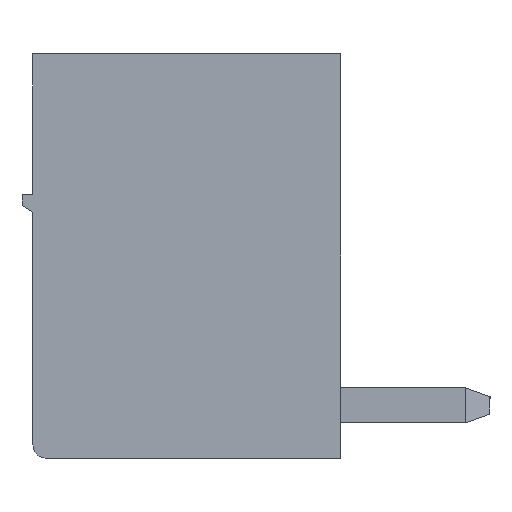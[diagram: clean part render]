
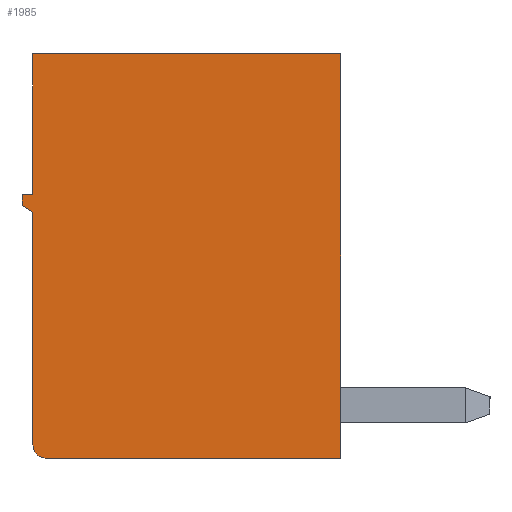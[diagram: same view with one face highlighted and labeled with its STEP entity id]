
A CAD part, left-side view. The second image highlights one B-rep face of the part: STEP entity #1985.
In plain terms, the highlighted planar face has unit normal (-1, 0, 0).
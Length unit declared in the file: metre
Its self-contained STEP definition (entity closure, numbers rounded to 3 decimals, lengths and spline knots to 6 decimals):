
#1985=ADVANCED_FACE('',(#5008),#5009,.T.);
#5008=FACE_OUTER_BOUND('',#9100,.T.);
#5009=PLANE('',#9101);
#9100=EDGE_LOOP('',(#15602,#15603,#15604,#15605,#15606,#15607,#15608,#15609,#15610));
#9101=AXIS2_PLACEMENT_3D('',#15611,#15612,#15613);
#15602=ORIENTED_EDGE('',*,*,#24554,.T.);
#15603=ORIENTED_EDGE('',*,*,#24550,.T.);
#15604=ORIENTED_EDGE('',*,*,#24546,.T.);
#15605=ORIENTED_EDGE('',*,*,#24542,.F.);
#15606=ORIENTED_EDGE('',*,*,#24558,.T.);
#15607=ORIENTED_EDGE('',*,*,#24562,.T.);
#15608=ORIENTED_EDGE('',*,*,#24603,.T.);
#15609=ORIENTED_EDGE('',*,*,#24869,.F.);
#15610=ORIENTED_EDGE('',*,*,#24920,.T.);
#15611=CARTESIAN_POINT('',(-1.087027,0.00436,0.000933));
#15612=DIRECTION('',(-1.0,0.0,0.0));
#15613=DIRECTION('',(0.0,0.0,1.0));
#24542=EDGE_CURVE('',#29402,#29398,#29404,.T.);
#24546=EDGE_CURVE('',#29407,#29398,#29410,.T.);
#24550=EDGE_CURVE('',#29413,#29407,#29416,.T.);
#24554=EDGE_CURVE('',#29419,#29413,#29422,.T.);
#24558=EDGE_CURVE('',#29402,#29426,#29428,.T.);
#24562=EDGE_CURVE('',#29426,#29432,#29434,.T.);
#24603=EDGE_CURVE('',#29432,#29511,#29513,.T.);
#24869=EDGE_CURVE('',#30007,#29511,#30009,.T.);
#24920=EDGE_CURVE('',#30007,#29419,#30092,.T.);
#29398=VERTEX_POINT('',#36515);
#29402=VERTEX_POINT('',#36521);
#29404=LINE('',#36524,#36525);
#29407=VERTEX_POINT('',#36528);
#29410=LINE('',#36533,#36534);
#29413=VERTEX_POINT('',#36537);
#29416=LINE('',#36542,#36543);
#29419=VERTEX_POINT('',#36546);
#29422=LINE('',#36551,#36552);
#29426=VERTEX_POINT('',#36557);
#29428=LINE('',#36560,#36561);
#29432=VERTEX_POINT('',#36565);
#29434=CIRCLE('',#36568,0.0003);
#29511=VERTEX_POINT('',#36683);
#29513=LINE('',#36686,#36687);
#30007=VERTEX_POINT('',#37428);
#30009=LINE('',#37431,#37432);
#30092=LINE('',#37553,#37554);
#36515=CARTESIAN_POINT('',(-1.087027,0.01111,-0.002517));
#36521=CARTESIAN_POINT('',(-1.087027,0.01086,-0.002667));
#36524=CARTESIAN_POINT('',(-1.087027,0.010852,-0.002672));
#36525=VECTOR('',#46615,1.0);
#36528=CARTESIAN_POINT('',(-1.087027,0.01111,-0.002267));
#36533=CARTESIAN_POINT('',(-1.087027,0.01111,-0.002267));
#36534=VECTOR('',#46618,1.0);
#36537=CARTESIAN_POINT('',(-1.087027,0.01086,-0.002267));
#36542=CARTESIAN_POINT('',(-1.087027,0.01061,-0.002267));
#36543=VECTOR('',#46621,1.0);
#36546=CARTESIAN_POINT('',(-1.087027,0.01086,0.000933));
#36551=CARTESIAN_POINT('',(-1.087027,0.01086,0.000933));
#36552=VECTOR('',#46624,1.0);
#36557=CARTESIAN_POINT('',(-1.087027,0.01086,-0.007967));
#36560=CARTESIAN_POINT('',(-1.087027,0.01086,0.000933));
#36561=VECTOR('',#46627,1.0);
#36565=CARTESIAN_POINT('',(-1.087027,0.01056,-0.008267));
#36568=AXIS2_PLACEMENT_3D('',#46632,#46633,#46634);
#36683=CARTESIAN_POINT('',(-1.087027,0.00386,-0.008267));
#36686=CARTESIAN_POINT('',(-1.087027,0.00436,-0.008267));
#36687=VECTOR('',#46674,1.0);
#37428=CARTESIAN_POINT('',(-1.087027,0.00386,0.000933));
#37431=CARTESIAN_POINT('',(-1.087027,0.00386,0.000933));
#37432=VECTOR('',#46971,1.0);
#37553=CARTESIAN_POINT('',(-1.087027,0.00436,0.000933));
#37554=VECTOR('',#47034,1.0);
#46615=DIRECTION('',(0.0,0.857,0.514));
#46618=DIRECTION('',(-0.0,-0.0,-1.0));
#46621=DIRECTION('',(0.0,1.0,-0.0));
#46624=DIRECTION('',(-0.0,-0.0,-1.0));
#46627=DIRECTION('',(-0.0,-0.0,-1.0));
#46632=CARTESIAN_POINT('',(-1.087027,0.01056,-0.007967));
#46633=DIRECTION('',(-1.0,0.0,0.0));
#46634=DIRECTION('',(0.0,0.0,1.0));
#46674=DIRECTION('',(-0.0,-1.0,0.0));
#46971=DIRECTION('',(0.0,0.,-1.0));
#47034=DIRECTION('',(0.0,1.0,-0.0));
